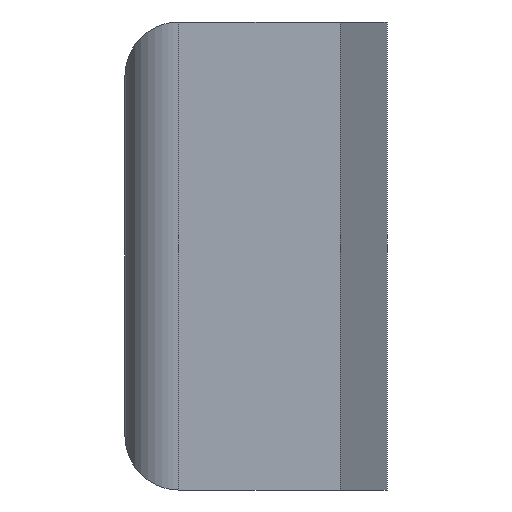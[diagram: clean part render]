
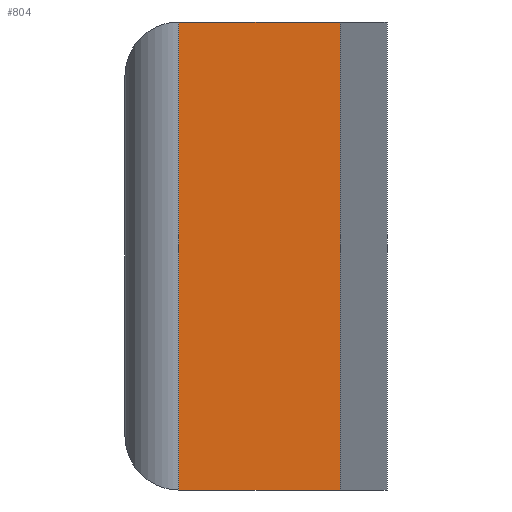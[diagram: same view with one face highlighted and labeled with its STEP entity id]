
A CAD part, front view. The second image highlights one B-rep face of the part: STEP entity #804.
In plain terms, the highlighted planar face has unit normal (0, -1, 0).
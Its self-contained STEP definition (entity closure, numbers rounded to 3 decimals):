
#127=CARTESIAN_POINT('Vertex',(-0.4,32.4,120.)) ;
#143=CARTESIAN_POINT('Vertex',(-0.4,32.4,140.)) ;
#146=CARTESIAN_POINT('Line Origine',(-0.4,32.4,130.)) ;
#774=CARTESIAN_POINT('Axis2P3D Location',(-0.4,32.4,140.)) ;
#779=CARTESIAN_POINT('Line Origine',(-3.85,32.4,120.)) ;
#783=CARTESIAN_POINT('Vertex',(-7.3,32.4,120.)) ;
#786=CARTESIAN_POINT('Line Origine',(-3.85,32.4,140.)) ;
#790=CARTESIAN_POINT('Vertex',(-7.3,32.4,140.)) ;
#793=CARTESIAN_POINT('Line Origine',(-7.3,32.4,130.)) ;
#147=DIRECTION('Vector Direction',(0.,0.,-1.)) ;
#775=DIRECTION('Axis2P3D Direction',(-0.,-1.,-0.)) ;
#776=DIRECTION('Axis2P3D XDirection',(-1.,0.,0.)) ;
#780=DIRECTION('Vector Direction',(-1.,0.,0.)) ;
#787=DIRECTION('Vector Direction',(-1.,0.,0.)) ;
#794=DIRECTION('Vector Direction',(0.,0.,-1.)) ;
#777=AXIS2_PLACEMENT_3D('Plane Axis2P3D',#774,#775,#776) ;
#799=ORIENTED_EDGE('',*,*,#785,.T.) ;
#800=ORIENTED_EDGE('',*,*,#150,.F.) ;
#801=ORIENTED_EDGE('',*,*,#792,.F.) ;
#802=ORIENTED_EDGE('',*,*,#797,.T.) ;
#148=VECTOR('Line Direction',#147,1.) ;
#781=VECTOR('Line Direction',#780,1.) ;
#788=VECTOR('Line Direction',#787,1.) ;
#795=VECTOR('Line Direction',#794,1.) ;
#804=ADVANCED_FACE('Corps de pi\X2\00E8\X0\ce.5',(#803),#778,.T.) ;
#150=EDGE_CURVE('',#144,#128,#149,.T.) ;
#785=EDGE_CURVE('',#784,#128,#782,.F.) ;
#792=EDGE_CURVE('',#791,#144,#789,.F.) ;
#797=EDGE_CURVE('',#791,#784,#796,.T.) ;
#798=EDGE_LOOP('',(#799,#800,#801,#802)) ;
#803=FACE_OUTER_BOUND('',#798,.T.) ;
#149=LINE('Line',#146,#148) ;
#782=LINE('Line',#779,#781) ;
#789=LINE('Line',#786,#788) ;
#796=LINE('Line',#793,#795) ;
#778=PLANE('Plane',#777) ;
#128=VERTEX_POINT('',#127) ;
#144=VERTEX_POINT('',#143) ;
#784=VERTEX_POINT('',#783) ;
#791=VERTEX_POINT('',#790) ;
